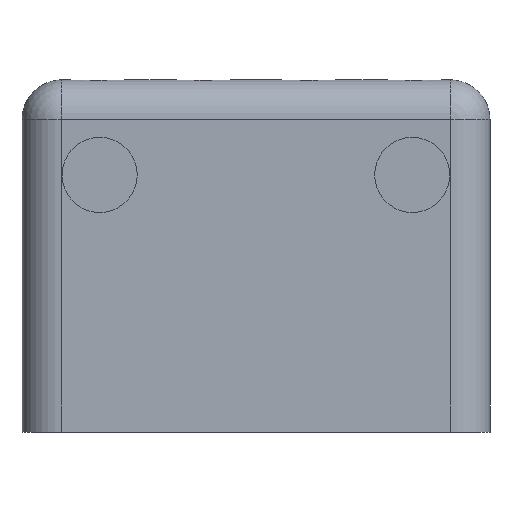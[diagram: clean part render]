
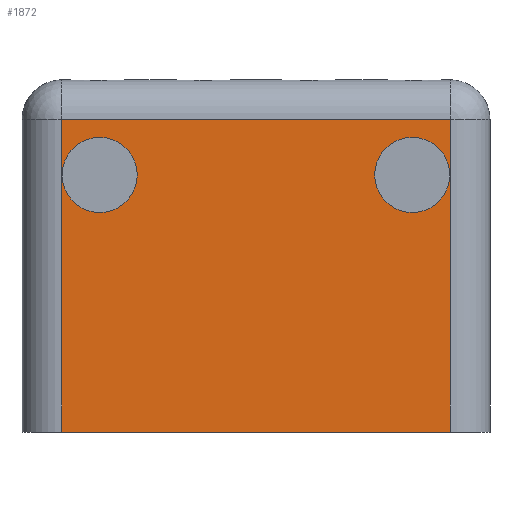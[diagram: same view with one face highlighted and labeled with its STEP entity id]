
A CAD part, front view. The second image highlights one B-rep face of the part: STEP entity #1872.
In plain terms, the highlighted planar face has unit normal (0, -1, 0).
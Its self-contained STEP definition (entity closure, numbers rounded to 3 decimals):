
#52=FACE_BOUND('',#370,.T.);
#53=FACE_BOUND('',#371,.T.);
#90=CIRCLE('',#1943,9.5);
#108=CIRCLE('',#1974,9.5);
#270=FACE_OUTER_BOUND('',#369,.T.);
#369=EDGE_LOOP('',(#1616,#1617,#1618,#1619));
#370=EDGE_LOOP('',(#1620));
#371=EDGE_LOOP('',(#1621));
#538=LINE('',#3309,#699);
#543=LINE('',#3330,#704);
#544=LINE('',#3331,#705);
#545=LINE('',#3332,#706);
#699=VECTOR('',#2583,1000.);
#704=VECTOR('',#2600,1000.);
#705=VECTOR('',#2601,1000.);
#706=VECTOR('',#2602,1000.);
#785=VERTEX_POINT('',#2833);
#819=VERTEX_POINT('',#2928);
#895=VERTEX_POINT('',#3306);
#896=VERTEX_POINT('',#3308);
#905=VERTEX_POINT('',#3328);
#906=VERTEX_POINT('',#3329);
#979=EDGE_CURVE('',#785,#785,#90,.T.);
#1027=EDGE_CURVE('',#819,#819,#108,.T.);
#1156=EDGE_CURVE('',#896,#895,#538,.T.);
#1166=EDGE_CURVE('',#905,#906,#543,.T.);
#1167=EDGE_CURVE('',#906,#896,#544,.T.);
#1168=EDGE_CURVE('',#895,#905,#545,.T.);
#1616=ORIENTED_EDGE('',*,*,#1166,.T.);
#1617=ORIENTED_EDGE('',*,*,#1167,.T.);
#1618=ORIENTED_EDGE('',*,*,#1156,.T.);
#1619=ORIENTED_EDGE('',*,*,#1168,.T.);
#1620=ORIENTED_EDGE('',*,*,#979,.T.);
#1621=ORIENTED_EDGE('',*,*,#1027,.T.);
#1795=PLANE('',#2071);
#1872=ADVANCED_FACE('',(#270,#52,#53),#1795,.T.);
#1943=AXIS2_PLACEMENT_3D('',#2834,#2232,#2233);
#1974=AXIS2_PLACEMENT_3D('',#2929,#2324,#2325);
#2071=AXIS2_PLACEMENT_3D('',#3327,#2598,#2599);
#2232=DIRECTION('center_axis',(0.,1.,0.));
#2233=DIRECTION('ref_axis',(1.,0.,0.));
#2324=DIRECTION('center_axis',(0.,1.,0.));
#2325=DIRECTION('ref_axis',(1.,0.,0.));
#2583=DIRECTION('',(1.,0.,0.));
#2598=DIRECTION('center_axis',(0.,-1.,0.));
#2599=DIRECTION('ref_axis',(0.,0.,1.));
#2600=DIRECTION('',(-1.,0.,0.));
#2601=DIRECTION('',(0.,0.,-1.));
#2602=DIRECTION('',(0.,0.,1.));
#2833=CARTESIAN_POINT('',(-67.418,47.,20.5));
#2834=CARTESIAN_POINT('Origin',(-57.918,47.,20.5));
#2928=CARTESIAN_POINT('',(11.582,47.,20.5));
#2929=CARTESIAN_POINT('Origin',(21.082,47.,20.5));
#3306=CARTESIAN_POINT('',(30.746,47.,-44.5));
#3308=CARTESIAN_POINT('',(-67.554,47.,-44.5));
#3309=CARTESIAN_POINT('',(-77.554,47.,-44.5));
#3327=CARTESIAN_POINT('Origin',(-18.404,47.,0.));
#3328=CARTESIAN_POINT('',(30.746,47.,34.5));
#3329=CARTESIAN_POINT('',(-67.554,47.,34.5));
#3330=CARTESIAN_POINT('',(-77.554,47.,34.5));
#3331=CARTESIAN_POINT('',(-67.554,47.,-44.5));
#3332=CARTESIAN_POINT('',(30.746,47.,44.5));
